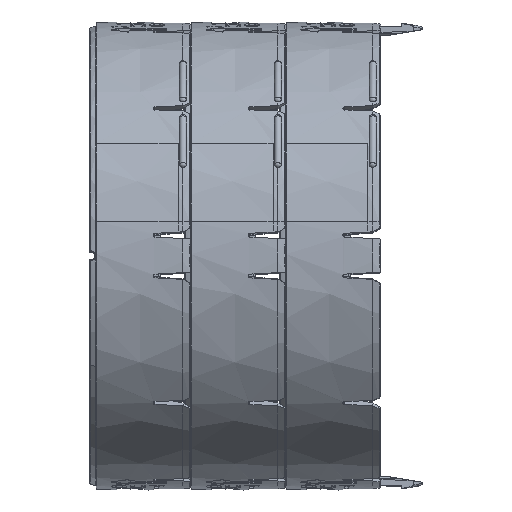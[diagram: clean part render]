
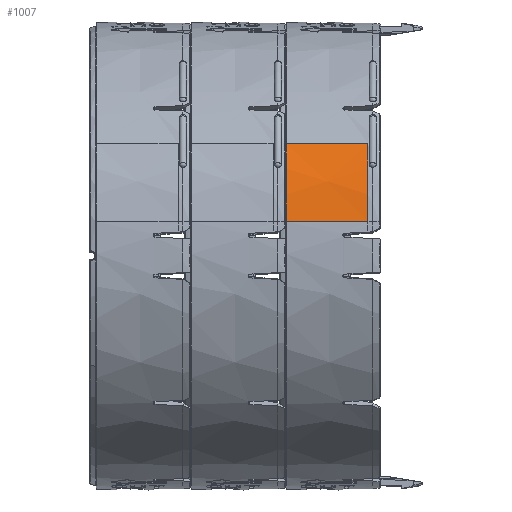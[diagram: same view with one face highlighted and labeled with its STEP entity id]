
A CAD part, top view. The second image highlights one B-rep face of the part: STEP entity #1007.
In plain terms, the highlighted conical face has half-angle 0.5 degrees and reference radius 61.782 mm.
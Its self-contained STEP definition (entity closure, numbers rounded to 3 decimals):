
#1007=ADVANCED_FACE('Ring',(#5182),#5183,.T.);
#5182=FACE_OUTER_BOUND('',#39093,.T.);
#5183=CONICAL_SURFACE('',#39094,61.782,0.009);
#39093=EDGE_LOOP('',(#116922,#116923,#116924,#116925));
#39094=AXIS2_PLACEMENT_3D('',#116926,#116927,#116928);
#116922=ORIENTED_EDGE('',*,*,#134199,.T.);
#116923=ORIENTED_EDGE('',*,*,#134056,.T.);
#116924=ORIENTED_EDGE('',*,*,#136128,.F.);
#116925=ORIENTED_EDGE('',*,*,#136129,.F.);
#116926=CARTESIAN_POINT('',(-11.0,0.,0.));
#116927=DIRECTION('',(1.0,0.,0.));
#116928=DIRECTION('',(0.0,0.145,0.989));
#134056=EDGE_CURVE('',#143310,#143308,#143311,.T.);
#134199=EDGE_CURVE('',#143574,#143310,#143575,.F.);
#136128=EDGE_CURVE('',#146628,#143308,#146629,.T.);
#136129=EDGE_CURVE('',#143574,#146628,#146630,.T.);
#143308=VERTEX_POINT('',#163600);
#143310=VERTEX_POINT('',#163602);
#143311=LINE('',#163603,#163604);
#143574=VERTEX_POINT('',#164918);
#143575=CIRCLE('',#164919,61.782);
#146628=VERTEX_POINT('',#180369);
#146629=CIRCLE('',#180370,61.97);
#146630=LINE('',#180371,#180372);
#163600=CARTESIAN_POINT('',(10.61,9.002,61.313));
#163602=CARTESIAN_POINT('',(-11.0,8.974,61.127));
#163603=CARTESIAN_POINT('',(0.44,8.989,61.225));
#163604=VECTOR('',#234843,1.0);
#164918=CARTESIAN_POINT('',(-11.0,29.62,54.219));
#164919=AXIS2_PLACEMENT_3D('',#234874,#234875,#234876);
#180369=CARTESIAN_POINT('',(10.61,29.71,54.384));
#180370=AXIS2_PLACEMENT_3D('',#235862,#235863,#235864);
#180371=CARTESIAN_POINT('',(0.44,29.668,54.306));
#180372=VECTOR('',#235865,1.0);
#234843=DIRECTION('',(1.,0.001,0.009));
#234874=CARTESIAN_POINT('',(-11.0,0.,0.));
#234875=DIRECTION('',(-1.0,0.0,0.0));
#234876=DIRECTION('',(0.0,-1.0,0.0));
#235862=CARTESIAN_POINT('',(10.61,0.,0.));
#235863=DIRECTION('',(1.0,0.,0.));
#235864=DIRECTION('',(0.,1.0,0.));
#235865=DIRECTION('',(1.,0.004,0.008));
